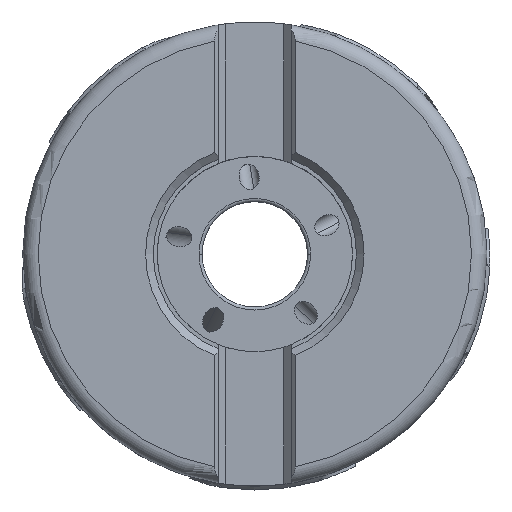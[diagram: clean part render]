
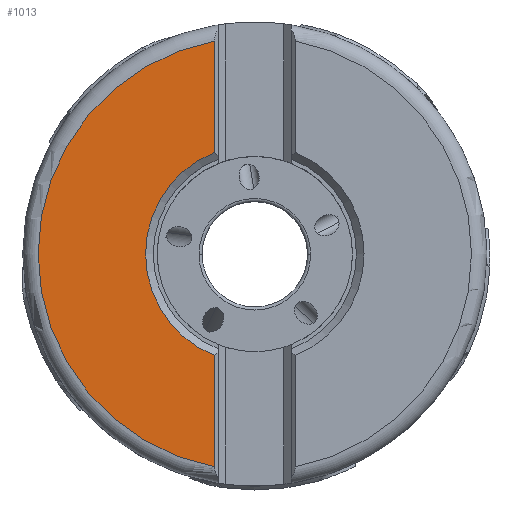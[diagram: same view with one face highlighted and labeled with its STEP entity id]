
A CAD part, top view. The second image highlights one B-rep face of the part: STEP entity #1013.
In plain terms, the highlighted planar face has unit normal (0, 0, 1).
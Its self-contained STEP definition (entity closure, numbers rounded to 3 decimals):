
#1013=ADVANCED_FACE('',(#1584),#1473,.T.);
#1473=PLANE('',#8885);
#1584=FACE_OUTER_BOUND('',#2016,.T.);
#2016=EDGE_LOOP('',(#3085,#3086,#3087,#3088));
#2509=LINE('',#12455,#2797);
#2510=LINE('',#12459,#2798);
#2797=VECTOR('',#10004,1.);
#2798=VECTOR('',#10007,1.);
#3085=ORIENTED_EDGE('',*,*,#6770,.T.);
#3086=ORIENTED_EDGE('',*,*,#6771,.F.);
#3087=ORIENTED_EDGE('',*,*,#6772,.T.);
#3088=ORIENTED_EDGE('',*,*,#6773,.F.);
#5833=VERTEX_POINT('',#12453);
#5834=VERTEX_POINT('',#12454);
#5835=VERTEX_POINT('',#12456);
#5836=VERTEX_POINT('',#12458);
#6770=EDGE_CURVE('',#5833,#5834,#8144,.T.);
#6771=EDGE_CURVE('',#5835,#5834,#2509,.T.);
#6772=EDGE_CURVE('',#5835,#5836,#8145,.T.);
#6773=EDGE_CURVE('',#5833,#5836,#2510,.T.);
#8144=CIRCLE('',#8883,28.163);
#8145=CIRCLE('',#8884,14.2);
#8883=AXIS2_PLACEMENT_3D('',#12452,#10002,#10003);
#8884=AXIS2_PLACEMENT_3D('',#12457,#10005,#10006);
#8885=AXIS2_PLACEMENT_3D('',#12460,#10008,#10009);
#10002=DIRECTION('',(0.,0.,1.));
#10003=DIRECTION('',(-0.187,0.982,0.));
#10004=DIRECTION('',(0.,-1.,0.));
#10005=DIRECTION('',(0.,0.,-1.));
#10006=DIRECTION('',(-0.371,-0.929,0.));
#10007=DIRECTION('',(0.,-1.,0.));
#10008=DIRECTION('',(0.,0.,1.));
#10009=DIRECTION('',(1.,0.,0.));
#12452=CARTESIAN_POINT('',(0.,0.,0.));
#12453=CARTESIAN_POINT('',(-5.263,27.666,0.));
#12454=CARTESIAN_POINT('',(-5.263,-27.666,0.));
#12455=CARTESIAN_POINT('',(-5.263,-13.189,0.));
#12456=CARTESIAN_POINT('',(-5.263,-13.189,0.));
#12457=CARTESIAN_POINT('',(0.,0.,0.));
#12458=CARTESIAN_POINT('',(-5.263,13.189,0.));
#12459=CARTESIAN_POINT('',(-5.263,27.666,0.));
#12460=CARTESIAN_POINT('',(16.781,0.,0.));
